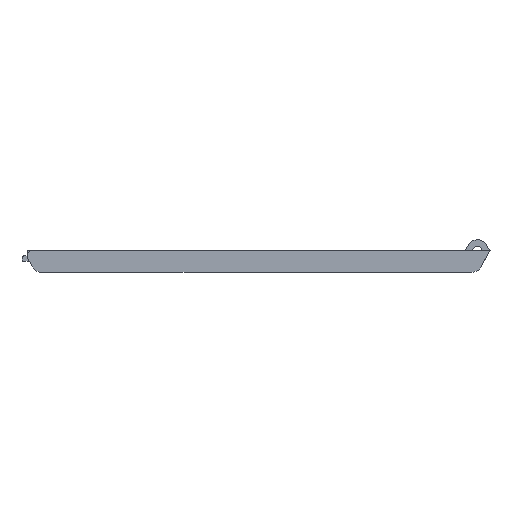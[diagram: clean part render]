
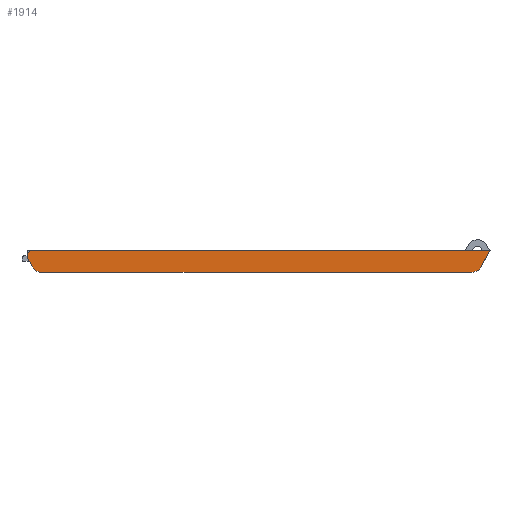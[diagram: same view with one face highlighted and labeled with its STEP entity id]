
A CAD part, left-side view. The second image highlights one B-rep face of the part: STEP entity #1914.
In plain terms, the highlighted planar face has unit normal (-1, 0, 0).
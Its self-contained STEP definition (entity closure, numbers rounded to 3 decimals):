
#1835=AXIS2_PLACEMENT_3D('Circle Axis2P3D',#1833,#1834,$) ;
#1854=AXIS2_PLACEMENT_3D('Plane Axis2P3D',#1851,#1852,#1853) ;
#1867=AXIS2_PLACEMENT_3D('Circle Axis2P3D',#1865,#1866,$) ;
#1881=AXIS2_PLACEMENT_3D('Circle Axis2P3D',#1879,#1880,$) ;
#1888=AXIS2_PLACEMENT_3D('Circle Axis2P3D',#1886,#1887,$) ;
#1900=AXIS2_PLACEMENT_3D('Circle Axis2P3D',#1898,#1899,$) ;
#411=CARTESIAN_POINT('Vertex',(0.,84.937,4.)) ;
#414=CARTESIAN_POINT('Line Origine',(0.,42.468,4.)) ;
#418=CARTESIAN_POINT('Vertex',(0.,0.,4.)) ;
#1830=CARTESIAN_POINT('Vertex',(0.,85.937,3.)) ;
#1833=CARTESIAN_POINT('Axis2P3D Location',(0.,84.937,3.)) ;
#1851=CARTESIAN_POINT('Axis2P3D Location',(0.,43.337,4.)) ;
#1856=CARTESIAN_POINT('Line Origine',(0.,85.393,1.767)) ;
#1860=CARTESIAN_POINT('Vertex',(0.,85.809,2.511)) ;
#1862=CARTESIAN_POINT('Vertex',(0.,84.976,1.023)) ;
#1865=CARTESIAN_POINT('Axis2P3D Location',(0.,83.231,2.)) ;
#1869=CARTESIAN_POINT('Vertex',(0.,83.231,0.)) ;
#1872=CARTESIAN_POINT('Line Origine',(0.,43.322,0.)) ;
#1876=CARTESIAN_POINT('Vertex',(0.,3.412,0.)) ;
#1879=CARTESIAN_POINT('Axis2P3D Location',(0.,3.412,2.)) ;
#1883=CARTESIAN_POINT('Vertex',(0.,2.268,0.36)) ;
#1886=CARTESIAN_POINT('Axis2P3D Location',(0.,3.412,2.)) ;
#1890=CARTESIAN_POINT('Vertex',(0.,1.667,1.023)) ;
#1893=CARTESIAN_POINT('Line Origine',(0.,0.834,2.511)) ;
#1898=CARTESIAN_POINT('Axis2P3D Location',(0.,84.937,3.)) ;
#415=DIRECTION('Vector Direction',(0.,1.,0.)) ;
#1834=DIRECTION('Axis2P3D Direction',(-1.,0.,0.)) ;
#1852=DIRECTION('Axis2P3D Direction',(-1.,0.,0.)) ;
#1853=DIRECTION('Axis2P3D XDirection',(0.,0.,-1.)) ;
#1857=DIRECTION('Vector Direction',(0.,0.489,0.872)) ;
#1866=DIRECTION('Axis2P3D Direction',(-1.,0.,0.)) ;
#1873=DIRECTION('Vector Direction',(0.,-1.,0.)) ;
#1880=DIRECTION('Axis2P3D Direction',(-1.,0.,0.)) ;
#1887=DIRECTION('Axis2P3D Direction',(-1.,0.,0.)) ;
#1894=DIRECTION('Vector Direction',(0.,-0.489,0.872)) ;
#1899=DIRECTION('Axis2P3D Direction',(-1.,0.,0.)) ;
#416=VECTOR('Line Direction',#415,1.) ;
#1858=VECTOR('Line Direction',#1857,1.) ;
#1874=VECTOR('Line Direction',#1873,1.) ;
#1895=VECTOR('Line Direction',#1894,1.) ;
#1904=ORIENTED_EDGE('',*,*,#1864,.T.) ;
#1905=ORIENTED_EDGE('',*,*,#1871,.T.) ;
#1906=ORIENTED_EDGE('',*,*,#1878,.T.) ;
#1907=ORIENTED_EDGE('',*,*,#1885,.T.) ;
#1908=ORIENTED_EDGE('',*,*,#1892,.T.) ;
#1909=ORIENTED_EDGE('',*,*,#1897,.T.) ;
#1910=ORIENTED_EDGE('',*,*,#420,.T.) ;
#1911=ORIENTED_EDGE('',*,*,#1837,.T.) ;
#1912=ORIENTED_EDGE('',*,*,#1902,.T.) ;
#1914=ADVANCED_FACE('COVER',(#1913),#1855,.T.) ;
#1836=CIRCLE('generated circle',#1835,1.) ;
#1868=CIRCLE('generated circle',#1867,2.) ;
#1882=CIRCLE('generated circle',#1881,2.) ;
#1889=CIRCLE('generated circle',#1888,2.) ;
#1901=CIRCLE('generated circle',#1900,1.) ;
#420=EDGE_CURVE('',#419,#412,#417,.T.) ;
#1837=EDGE_CURVE('',#412,#1831,#1836,.T.) ;
#1864=EDGE_CURVE('',#1861,#1863,#1859,.F.) ;
#1871=EDGE_CURVE('',#1863,#1870,#1868,.T.) ;
#1878=EDGE_CURVE('',#1870,#1877,#1875,.T.) ;
#1885=EDGE_CURVE('',#1877,#1884,#1882,.T.) ;
#1892=EDGE_CURVE('',#1884,#1891,#1889,.T.) ;
#1897=EDGE_CURVE('',#1891,#419,#1896,.T.) ;
#1902=EDGE_CURVE('',#1831,#1861,#1901,.T.) ;
#1903=EDGE_LOOP('',(#1904,#1905,#1906,#1907,#1908,#1909,#1910,#1911,#1912)) ;
#1913=FACE_OUTER_BOUND('',#1903,.T.) ;
#417=LINE('Line',#414,#416) ;
#1859=LINE('Line',#1856,#1858) ;
#1875=LINE('Line',#1872,#1874) ;
#1896=LINE('Line',#1893,#1895) ;
#1855=PLANE('',#1854) ;
#412=VERTEX_POINT('',#411) ;
#419=VERTEX_POINT('',#418) ;
#1831=VERTEX_POINT('',#1830) ;
#1861=VERTEX_POINT('',#1860) ;
#1863=VERTEX_POINT('',#1862) ;
#1870=VERTEX_POINT('',#1869) ;
#1877=VERTEX_POINT('',#1876) ;
#1884=VERTEX_POINT('',#1883) ;
#1891=VERTEX_POINT('',#1890) ;
